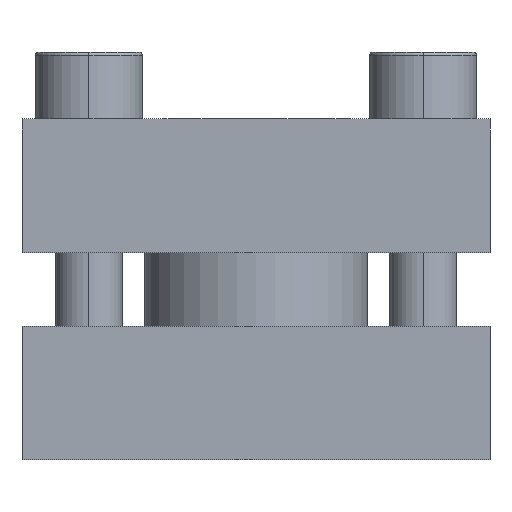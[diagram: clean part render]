
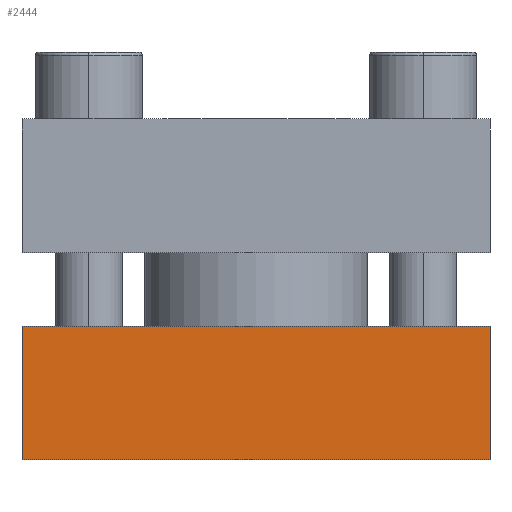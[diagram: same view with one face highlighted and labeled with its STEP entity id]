
A CAD part, front view. The second image highlights one B-rep face of the part: STEP entity #2444.
In plain terms, the highlighted face is planar.
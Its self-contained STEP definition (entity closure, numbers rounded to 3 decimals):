
#116 = EDGE_CURVE ( 'NONE', #5570, #504, #791, .T. ) ;
#172 = DIRECTION ( 'NONE',  ( 0., 0., -1. ) ) ;
#195 = VECTOR ( 'NONE', #2536, 1000. ) ;
#316 = LINE ( 'NONE', #3923, #4593 ) ;
#504 = VERTEX_POINT ( 'NONE', #1979 ) ;
#648 = EDGE_LOOP ( 'NONE', ( #5588, #4273, #4750, #2784 ) ) ;
#766 = CARTESIAN_POINT ( 'NONE',  ( 110., 20., 35. ) ) ;
#791 = LINE ( 'NONE', #766, #195 ) ;
#1154 = DIRECTION ( 'NONE',  ( 0., -1., 0. ) ) ;
#1409 = DIRECTION ( 'NONE',  ( 0., 0., 1. ) ) ;
#1483 = EDGE_CURVE ( 'NONE', #5570, #3792, #4144, .T. ) ;
#1812 = FACE_OUTER_BOUND ( 'NONE', #648, .T. ) ;
#1945 = CARTESIAN_POINT ( 'NONE',  ( 110., 20., -35. ) ) ;
#1979 = CARTESIAN_POINT ( 'NONE',  ( 110., 0., 35. ) ) ;
#2133 = VECTOR ( 'NONE', #1154, 1000. ) ;
#2222 = CARTESIAN_POINT ( 'NONE',  ( 110., 0., -35. ) ) ;
#2431 = VERTEX_POINT ( 'NONE', #2222 ) ;
#2444 = ADVANCED_FACE ( 'NONE', ( #1812 ), #3929, .F. ) ;
#2536 = DIRECTION ( 'NONE',  ( 0., -1., 0. ) ) ;
#2605 = AXIS2_PLACEMENT_3D ( 'NONE', #4608, #4954, #1409 ) ;
#2784 = ORIENTED_EDGE ( 'NONE', *, *, #116, .T. ) ;
#3415 = DIRECTION ( 'NONE',  ( 0., 0., -1. ) ) ;
#3569 = EDGE_CURVE ( 'NONE', #504, #2431, #316, .T. ) ;
#3649 = CARTESIAN_POINT ( 'NONE',  ( 110., 20., 35. ) ) ;
#3665 = CARTESIAN_POINT ( 'NONE',  ( 110., 20., -35. ) ) ;
#3792 = VERTEX_POINT ( 'NONE', #3665 ) ;
#3923 = CARTESIAN_POINT ( 'NONE',  ( 110., 0., 35. ) ) ;
#3929 = PLANE ( 'NONE',  #2605 ) ;
#4122 = LINE ( 'NONE', #1945, #2133 ) ;
#4144 = LINE ( 'NONE', #3649, #5200 ) ;
#4273 = ORIENTED_EDGE ( 'NONE', *, *, #5523, .F. ) ;
#4593 = VECTOR ( 'NONE', #3415, 1000. ) ;
#4608 = CARTESIAN_POINT ( 'NONE',  ( 110., 20., 35. ) ) ;
#4750 = ORIENTED_EDGE ( 'NONE', *, *, #1483, .F. ) ;
#4954 = DIRECTION ( 'NONE',  ( -1., 0., 0. ) ) ;
#5049 = CARTESIAN_POINT ( 'NONE',  ( 110., 20., 35. ) ) ;
#5200 = VECTOR ( 'NONE', #172, 1000. ) ;
#5523 = EDGE_CURVE ( 'NONE', #3792, #2431, #4122, .T. ) ;
#5570 = VERTEX_POINT ( 'NONE', #5049 ) ;
#5588 = ORIENTED_EDGE ( 'NONE', *, *, #3569, .T. ) ;
